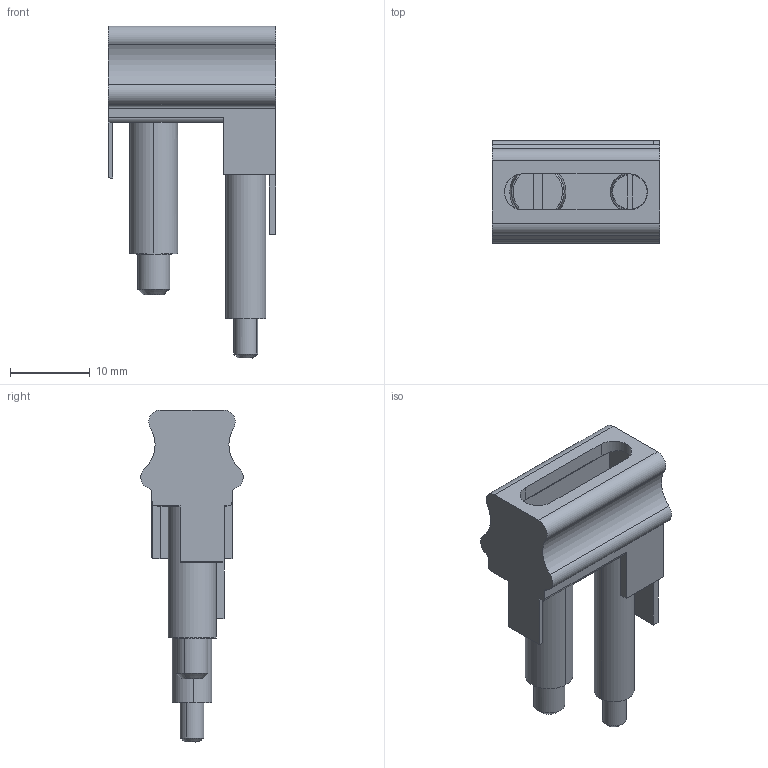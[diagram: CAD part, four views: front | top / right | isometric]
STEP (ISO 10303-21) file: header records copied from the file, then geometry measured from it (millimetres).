
FILE_DESCRIPTION(('CATIA V5 STEP Exchange','CAx-IF Rec.Pracs.--- Model Styling and Organization---1.4--- 2014-01-23'),'2;1');
FILE_NAME ('005431-4_1', '2021-12-06T13:30:34+00:00', ('none'), ('Weidmueller'), 'CATIA Version 5-6 Release 2016 SP3 HF44', 'CATIA V5 STEP AP214', 'none');
FILE_SCHEMA(('AUTOMOTIVE_DESIGN { 1 0 10303 214 1 1 1 1 }'));
Length unit declared in the file: millimetre
Products named in the file (1): Produkt1_AllCATPart
Bounding box: 21 x 12.8 x 41.5 mm (x, y, z)
Volume: 2569.6 mm3; surface area: 4643.3 mm2
Topology: 6 solids, 6 shells, 147 faces, 382 edges, 251 vertices
Faces by surface type: plane 73, cylinder 49, cone 17, torus 8
Entity records: 4635 total; most frequent: CARTESIAN_POINT 1084, ORIENTED_EDGE 764, DIRECTION 594, EDGE_CURVE 382, VERTEX_POINT 251, AXIS2_PLACEMENT_3D 242, VECTOR 227, LINE 227
